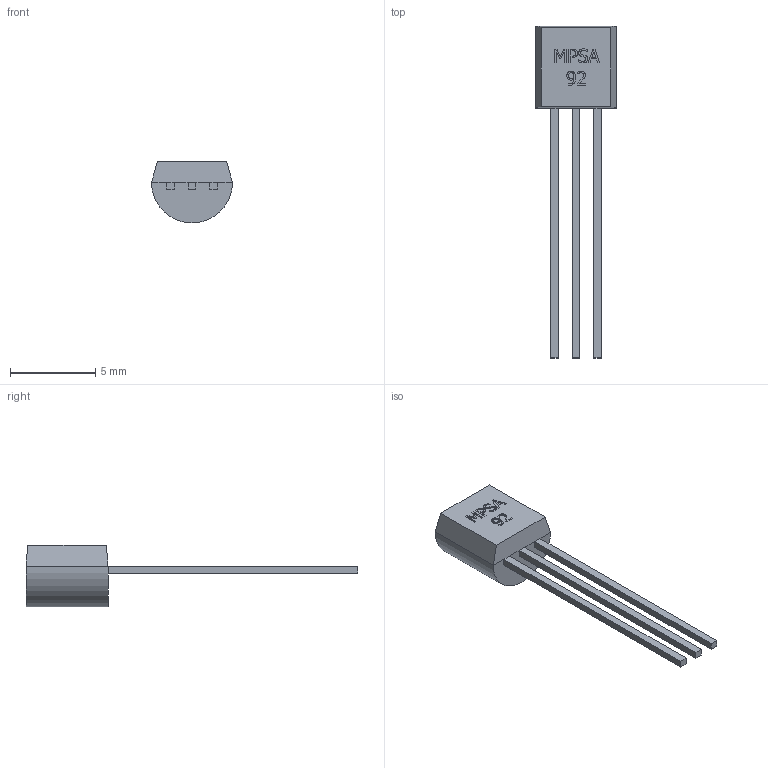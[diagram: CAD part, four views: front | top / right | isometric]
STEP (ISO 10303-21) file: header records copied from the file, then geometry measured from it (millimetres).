
FILE_DESCRIPTION (( 'STEP AP214' ), '1' );
FILE_NAME ('User Library-MPSA92 Transistors PNP TO-92 3L (2,54mm).STEP', '2019-06-13T02:48:53', ( '' ), ( '' ), 'SwSTEP 2.0', 'SolidWorks 2019', '' );
FILE_SCHEMA (( 'AUTOMOTIVE_DESIGN' ));
Length unit declared in the file: millimetre
Products named in the file (1): User Library-MPSA92 Transistors PNP TO-92 3L (2,54mm)
Bounding box: 4.76 x 19.52 x 3.62 mm (x, y, z)
Volume: 77.2 mm3; surface area: 172.8 mm2
Topology: 1 solids, 1 shells, 130 faces, 347 edges, 228 vertices
Faces by surface type: plane 75, bspline 54, cylinder 1
Entity records: 5741 total; most frequent: CARTESIAN_POINT 1408, ORIENTED_EDGE 694, DIRECTION 395, EDGE_CURVE 347, VECTOR 237, LINE 237, VERTEX_POINT 228, EDGE_LOOP 139
